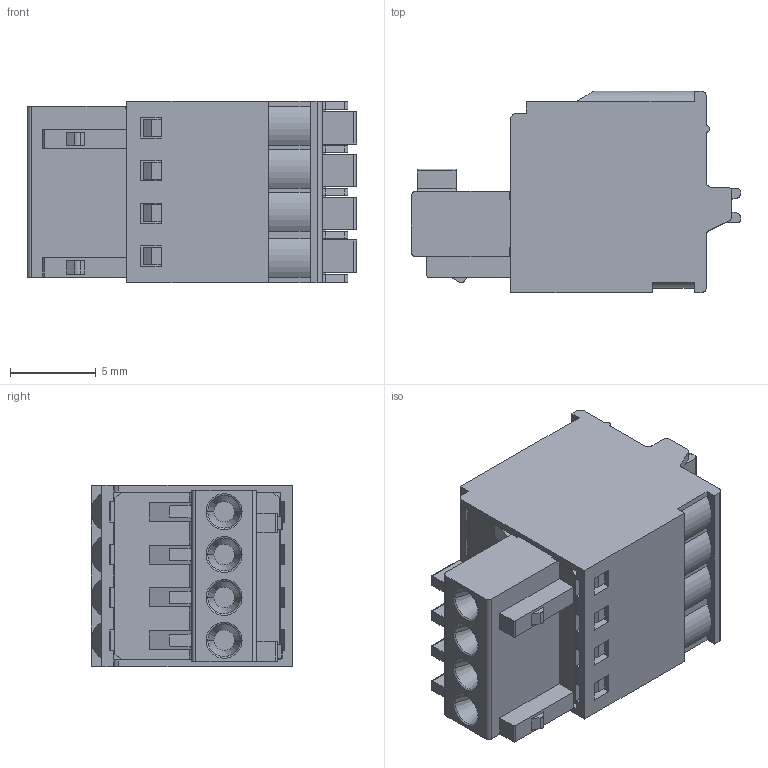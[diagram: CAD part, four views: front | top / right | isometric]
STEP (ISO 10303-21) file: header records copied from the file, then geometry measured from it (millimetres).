
FILE_DESCRIPTION((''),'2;1');
FILE_NAME('TLPS-006-03P','2024-09-14T',('sheji'),(''),'PRO/ENGINEER BY PARAMETRIC TECHNOLOGY CORPORATION, 2015240','PRO/ENGINEER BY PARAMETRIC TECHNOLOGY CORPORATION, 2015240','');
FILE_SCHEMA(('CONFIG_CONTROL_DESIGN'));
Length unit declared in the file: millimetre
Products named in the file (1): TLPS-006-03P
Bounding box: 19.2 x 11.75 x 10.6 mm (x, y, z)
Volume: 1491.8 mm3; surface area: 1410.9 mm2
Topology: 1 solids, 4 shells, 504 faces, 1378 edges, 910 vertices
Faces by surface type: plane 364, cylinder 108, cone 20, torus 8, sphere 4
Entity records: 16130 total; most frequent: CARTESIAN_POINT 3088, ORIENTED_EDGE 2756, DIRECTION 2634, EDGE_CURVE 1378, VECTOR 1082, LINE 1082, VERTEX_POINT 910, AXIS2_PLACEMENT_3D 776
